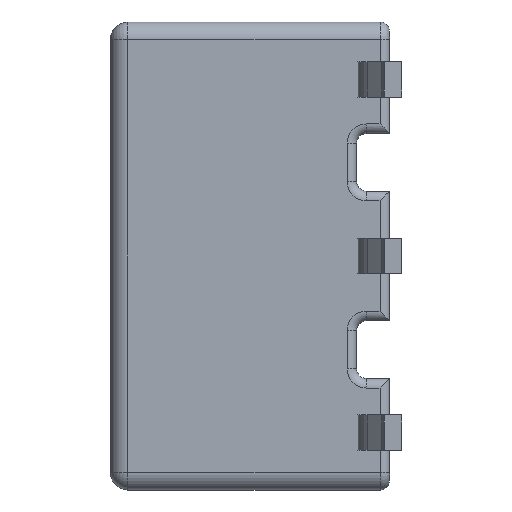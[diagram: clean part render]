
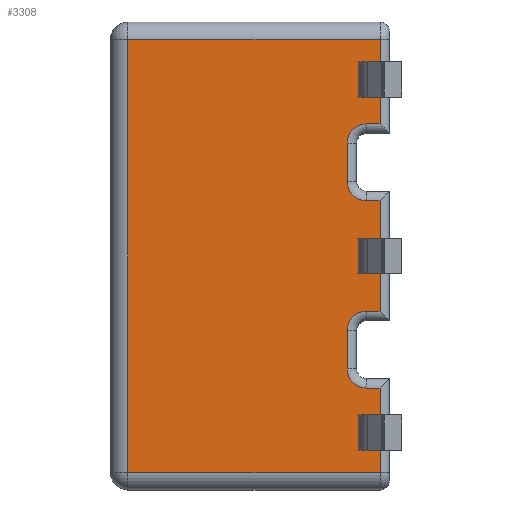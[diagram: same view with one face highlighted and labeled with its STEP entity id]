
A CAD part, left-side view. The second image highlights one B-rep face of the part: STEP entity #3308.
In plain terms, the highlighted planar face has unit normal (-1, 0, 0).
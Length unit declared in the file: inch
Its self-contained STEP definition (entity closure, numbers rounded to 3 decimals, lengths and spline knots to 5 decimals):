
#24 = DIRECTION ( 'NONE',  ( 0., 1., 0. ) ) ;
#26 = VERTEX_POINT ( 'NONE', #1902 ) ;
#70 = CARTESIAN_POINT ( 'NONE',  ( -0.1405, 0.165, 0.03131 ) ) ;
#234 = VERTEX_POINT ( 'NONE', #6053 ) ;
#236 = VERTEX_POINT ( 'NONE', #7264 ) ;
#301 = ORIENTED_EDGE ( 'NONE', *, *, #5376, .T. ) ;
#329 = DIRECTION ( 'NONE',  ( 0., -1., 0. ) ) ;
#333 = VERTEX_POINT ( 'NONE', #469 ) ;
#469 = CARTESIAN_POINT ( 'NONE',  ( -0.1405, 0.155, 0.1225 ) ) ;
#579 = ORIENTED_EDGE ( 'NONE', *, *, #7040, .F. ) ;
#591 = DIRECTION ( 'NONE',  ( -1., 0., 0. ) ) ;
#602 = CARTESIAN_POINT ( 'NONE',  ( -0.1405, 0.165, -0.1225 ) ) ;
#738 = CARTESIAN_POINT ( 'NONE',  ( -0.1405, 0.03086, -0.06398 ) ) ;
#763 = VERTEX_POINT ( 'NONE', #4742 ) ;
#834 = FACE_OUTER_BOUND ( 'NONE', #3192, .T. ) ;
#875 = DIRECTION ( 'NONE',  ( 0., 0., 1. ) ) ;
#972 = VECTOR ( 'NONE', #2897, 39.37008 ) ;
#977 = VERTEX_POINT ( 'NONE', #2159 ) ;
#984 = EDGE_CURVE ( 'NONE', #4924, #5621, #2969, .T. ) ;
#1063 = LINE ( 'NONE', #2261, #972 ) ;
#1160 = CARTESIAN_POINT ( 'NONE',  ( -0.1405, 0.02006, 0.06398 ) ) ;
#1318 = CARTESIAN_POINT ( 'NONE',  ( -0.1405, 0.02006, -0.04211 ) ) ;
#1452 = EDGE_CURVE ( 'NONE', #3550, #6798, #5831, .T. ) ;
#1563 = VERTEX_POINT ( 'NONE', #4882 ) ;
#1635 = CIRCLE ( 'NONE', #7430, 0.0108 ) ;
#1732 = VECTOR ( 'NONE', #5997, 39.37008 ) ;
#1782 = EDGE_CURVE ( 'NONE', #3200, #4924, #5737, .T. ) ;
#1857 = ORIENTED_EDGE ( 'NONE', *, *, #6649, .T. ) ;
#1902 = CARTESIAN_POINT ( 'NONE',  ( -0.1405, 0.02006, 0.03131 ) ) ;
#1942 = DIRECTION ( 'NONE',  ( 0., 0., -1. ) ) ;
#1978 = CARTESIAN_POINT ( 'NONE',  ( -0.1405, 0.03086, 0.1325 ) ) ;
#2107 = CARTESIAN_POINT ( 'NONE',  ( -0.1405, 0.01227, 0.07478 ) ) ;
#2159 = CARTESIAN_POINT ( 'NONE',  ( -0.1405, 0.01227, -0.03131 ) ) ;
#2261 = CARTESIAN_POINT ( 'NONE',  ( -0.1405, 0.165, -0.03131 ) ) ;
#2274 = CARTESIAN_POINT ( 'NONE',  ( -0.1405, 0.01227, -0.1225 ) ) ;
#2294 = LINE ( 'NONE', #7140, #3168 ) ;
#2326 = DIRECTION ( 'NONE',  ( 0., 0., -1. ) ) ;
#2381 = DIRECTION ( 'NONE',  ( 0., -1., 0. ) ) ;
#2445 = DIRECTION ( 'NONE',  ( 0., 0., 1. ) ) ;
#2507 = AXIS2_PLACEMENT_3D ( 'NONE', #7342, #6190, #6216 ) ;
#2716 = VECTOR ( 'NONE', #5436, 39.37008 ) ;
#2718 = VECTOR ( 'NONE', #7303, 39.37008 ) ;
#2720 = ORIENTED_EDGE ( 'NONE', *, *, #1782, .T. ) ;
#2750 = VERTEX_POINT ( 'NONE', #4760 ) ;
#2821 = VECTOR ( 'NONE', #24, 39.37008 ) ;
#2856 = CIRCLE ( 'NONE', #3360, 0.0108 ) ;
#2859 = CARTESIAN_POINT ( 'NONE',  ( -0.1405, 0.155, -0.1225 ) ) ;
#2897 = DIRECTION ( 'NONE',  ( 0., -1., 0. ) ) ;
#2955 = LINE ( 'NONE', #6424, #6740 ) ;
#2969 = LINE ( 'NONE', #4457, #2718 ) ;
#3081 = LINE ( 'NONE', #3190, #6307 ) ;
#3168 = VECTOR ( 'NONE', #3740, 39.37008 ) ;
#3190 = CARTESIAN_POINT ( 'NONE',  ( -0.1405, 0.165, 0.07478 ) ) ;
#3192 = EDGE_LOOP ( 'NONE', ( #4883, #4861, #3966, #6480, #2720, #7317, #301, #6509, #5699, #3557, #4378, #3710, #1857, #3438, #3991, #579 ) ) ;
#3200 = VERTEX_POINT ( 'NONE', #2859 ) ;
#3254 = VERTEX_POINT ( 'NONE', #4664 ) ;
#3262 = LINE ( 'NONE', #5625, #5683 ) ;
#3276 = DIRECTION ( 'NONE',  ( -1., 0., 0. ) ) ;
#3289 = CARTESIAN_POINT ( 'NONE',  ( -0.1405, 0.01227, 0.03131 ) ) ;
#3308 = ADVANCED_FACE ( 'NONE', ( #834 ), #6785, .F. ) ;
#3360 = AXIS2_PLACEMENT_3D ( 'NONE', #3998, #591, #2326 ) ;
#3393 = DIRECTION ( 'NONE',  ( 0., 0., -1. ) ) ;
#3438 = ORIENTED_EDGE ( 'NONE', *, *, #4958, .F. ) ;
#3550 = VERTEX_POINT ( 'NONE', #738 ) ;
#3557 = ORIENTED_EDGE ( 'NONE', *, *, #5787, .F. ) ;
#3637 = VERTEX_POINT ( 'NONE', #2107 ) ;
#3710 = ORIENTED_EDGE ( 'NONE', *, *, #5856, .T. ) ;
#3740 = DIRECTION ( 'NONE',  ( 0., 0., 1. ) ) ;
#3966 = ORIENTED_EDGE ( 'NONE', *, *, #6131, .T. ) ;
#3970 = LINE ( 'NONE', #70, #2821 ) ;
#3991 = ORIENTED_EDGE ( 'NONE', *, *, #6339, .T. ) ;
#3998 = CARTESIAN_POINT ( 'NONE',  ( -0.1405, 0.02006, 0.04211 ) ) ;
#4043 = DIRECTION ( 'NONE',  ( 0., 1., 0. ) ) ;
#4139 = CARTESIAN_POINT ( 'NONE',  ( -0.1405, 0.165, 0.1225 ) ) ;
#4378 = ORIENTED_EDGE ( 'NONE', *, *, #5616, .T. ) ;
#4457 = CARTESIAN_POINT ( 'NONE',  ( -0.1405, 0.01227, 0.1325 ) ) ;
#4591 = LINE ( 'NONE', #1978, #5395 ) ;
#4622 = EDGE_CURVE ( 'NONE', #333, #3200, #6180, .T. ) ;
#4664 = CARTESIAN_POINT ( 'NONE',  ( -0.1405, 0.03086, -0.04211 ) ) ;
#4742 = CARTESIAN_POINT ( 'NONE',  ( -0.1405, 0.02006, 0.07478 ) ) ;
#4760 = CARTESIAN_POINT ( 'NONE',  ( -0.1405, 0.03086, 0.06398 ) ) ;
#4861 = ORIENTED_EDGE ( 'NONE', *, *, #7233, .T. ) ;
#4882 = CARTESIAN_POINT ( 'NONE',  ( -0.1405, 0.01227, 0.1225 ) ) ;
#4883 = ORIENTED_EDGE ( 'NONE', *, *, #6426, .T. ) ;
#4924 = VERTEX_POINT ( 'NONE', #2274 ) ;
#4958 = EDGE_CURVE ( 'NONE', #236, #26, #2856, .T. ) ;
#5041 = VECTOR ( 'NONE', #4043, 39.37008 ) ;
#5166 = CARTESIAN_POINT ( 'NONE',  ( -0.1405, 0.01227, -0.07478 ) ) ;
#5376 = EDGE_CURVE ( 'NONE', #5621, #6798, #5848, .T. ) ;
#5395 = VECTOR ( 'NONE', #875, 39.37008 ) ;
#5400 = LINE ( 'NONE', #4139, #5041 ) ;
#5436 = DIRECTION ( 'NONE',  ( 0., 1., 0. ) ) ;
#5473 = VERTEX_POINT ( 'NONE', #3289 ) ;
#5543 = VECTOR ( 'NONE', #2381, 39.37008 ) ;
#5616 = EDGE_CURVE ( 'NONE', #234, #977, #1063, .T. ) ;
#5621 = VERTEX_POINT ( 'NONE', #5166 ) ;
#5625 = CARTESIAN_POINT ( 'NONE',  ( -0.1405, 0.01227, 0.1325 ) ) ;
#5629 = CARTESIAN_POINT ( 'NONE',  ( -0.1405, 0.02006, -0.06398 ) ) ;
#5683 = VECTOR ( 'NONE', #6159, 39.37008 ) ;
#5699 = ORIENTED_EDGE ( 'NONE', *, *, #6805, .T. ) ;
#5737 = LINE ( 'NONE', #602, #5543 ) ;
#5787 = EDGE_CURVE ( 'NONE', #234, #3254, #7335, .T. ) ;
#5805 = DIRECTION ( 'NONE',  ( -1., 0., 0. ) ) ;
#5831 = CIRCLE ( 'NONE', #7295, 0.0108 ) ;
#5848 = LINE ( 'NONE', #6570, #2716 ) ;
#5856 = EDGE_CURVE ( 'NONE', #977, #5473, #3262, .T. ) ;
#5997 = DIRECTION ( 'NONE',  ( 0., 0., -1. ) ) ;
#6053 = CARTESIAN_POINT ( 'NONE',  ( -0.1405, 0.02006, -0.03131 ) ) ;
#6131 = EDGE_CURVE ( 'NONE', #1563, #333, #5400, .T. ) ;
#6159 = DIRECTION ( 'NONE',  ( 0., 0., 1. ) ) ;
#6180 = LINE ( 'NONE', #6507, #1732 ) ;
#6190 = DIRECTION ( 'NONE',  ( 1., 0., 0. ) ) ;
#6216 = DIRECTION ( 'NONE',  ( 0., 0., -1. ) ) ;
#6270 = DIRECTION ( 'NONE',  ( -1., 0., 0. ) ) ;
#6307 = VECTOR ( 'NONE', #329, 39.37008 ) ;
#6339 = EDGE_CURVE ( 'NONE', #236, #2750, #2294, .T. ) ;
#6424 = CARTESIAN_POINT ( 'NONE',  ( -0.1405, 0.01227, 0.1325 ) ) ;
#6426 = EDGE_CURVE ( 'NONE', #763, #3637, #3081, .T. ) ;
#6480 = ORIENTED_EDGE ( 'NONE', *, *, #4622, .T. ) ;
#6507 = CARTESIAN_POINT ( 'NONE',  ( -0.1405, 0.155, -0.1325 ) ) ;
#6509 = ORIENTED_EDGE ( 'NONE', *, *, #1452, .F. ) ;
#6570 = CARTESIAN_POINT ( 'NONE',  ( -0.1405, 0.165, -0.07478 ) ) ;
#6649 = EDGE_CURVE ( 'NONE', #5473, #26, #3970, .T. ) ;
#6740 = VECTOR ( 'NONE', #2445, 39.37008 ) ;
#6775 = AXIS2_PLACEMENT_3D ( 'NONE', #1318, #5805, #1942 ) ;
#6785 = PLANE ( 'NONE',  #2507 ) ;
#6798 = VERTEX_POINT ( 'NONE', #7178 ) ;
#6805 = EDGE_CURVE ( 'NONE', #3550, #3254, #4591, .T. ) ;
#7040 = EDGE_CURVE ( 'NONE', #763, #2750, #1635, .T. ) ;
#7140 = CARTESIAN_POINT ( 'NONE',  ( -0.1405, 0.03086, 0.1325 ) ) ;
#7178 = CARTESIAN_POINT ( 'NONE',  ( -0.1405, 0.02006, -0.07478 ) ) ;
#7233 = EDGE_CURVE ( 'NONE', #3637, #1563, #2955, .T. ) ;
#7264 = CARTESIAN_POINT ( 'NONE',  ( -0.1405, 0.03086, 0.04211 ) ) ;
#7295 = AXIS2_PLACEMENT_3D ( 'NONE', #5629, #3276, #7339 ) ;
#7303 = DIRECTION ( 'NONE',  ( 0., 0., 1. ) ) ;
#7317 = ORIENTED_EDGE ( 'NONE', *, *, #984, .T. ) ;
#7335 = CIRCLE ( 'NONE', #6775, 0.0108 ) ;
#7339 = DIRECTION ( 'NONE',  ( 0., 0., -1. ) ) ;
#7342 = CARTESIAN_POINT ( 'NONE',  ( -0.1405, 0.165, 0.1325 ) ) ;
#7430 = AXIS2_PLACEMENT_3D ( 'NONE', #1160, #6270, #3393 ) ;
